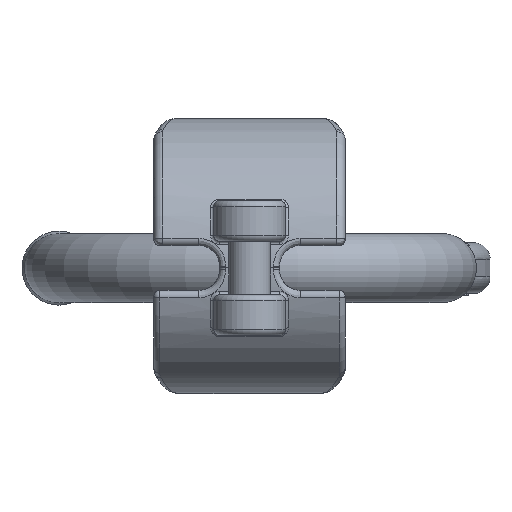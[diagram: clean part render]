
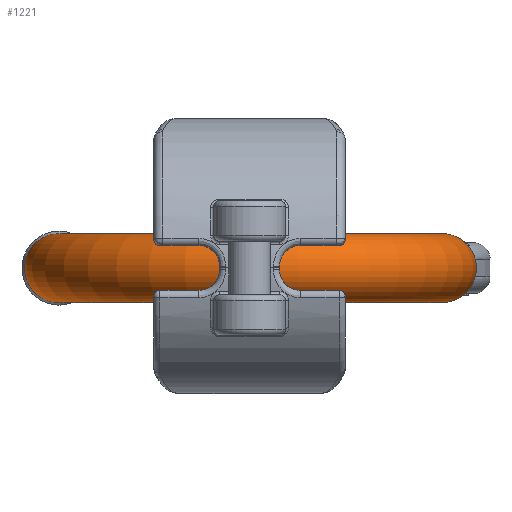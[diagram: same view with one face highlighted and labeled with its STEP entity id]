
A CAD part, front view. The second image highlights one B-rep face of the part: STEP entity #1221.
In plain terms, the highlighted toroidal (fillet/blend) face has major radius 64 mm and minor radius 11.5 mm.
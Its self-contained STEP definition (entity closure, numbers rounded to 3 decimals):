
#979=TOROIDAL_SURFACE('',#10439,64.,11.5);
#1221=ADVANCED_FACE('',(#2319,#2320),#979,.T.);
#2040=CIRCLE('',#10420,11.5);
#2042=CIRCLE('',#10432,11.5);
#2319=FACE_BOUND('',#2397,.T.);
#2320=FACE_BOUND('',#2398,.T.);
#2397=EDGE_LOOP('',(#3766));
#2398=EDGE_LOOP('',(#3767));
#3766=ORIENTED_EDGE('',*,*,#7600,.T.);
#3767=ORIENTED_EDGE('',*,*,#7630,.F.);
#6674=VERTEX_POINT('',#13896);
#6696=VERTEX_POINT('',#14114);
#7600=EDGE_CURVE('',#6674,#6674,#2040,.T.);
#7630=EDGE_CURVE('',#6696,#6696,#2042,.T.);
#10420=AXIS2_PLACEMENT_3D('',#13895,#11242,#11243);
#10432=AXIS2_PLACEMENT_3D('',#14113,#11266,#11267);
#10439=AXIS2_PLACEMENT_3D('',#14124,#11280,#11281);
#11242=DIRECTION('',(0.,-1.,0.));
#11243=DIRECTION('',(-1.,0.,0.));
#11266=DIRECTION('',(0.,1.,0.));
#11267=DIRECTION('',(1.,0.,0.));
#11280=DIRECTION('',(0.,0.,-1.));
#11281=DIRECTION('',(-1.,0.,0.));
#13895=CARTESIAN_POINT('',(64.262,-27.5,0.));
#13896=CARTESIAN_POINT('',(52.762,-27.5,0.));
#14113=CARTESIAN_POINT('',(-63.737,-27.5,0.));
#14114=CARTESIAN_POINT('',(-52.237,-27.5,0.));
#14124=CARTESIAN_POINT('',(0.263,-27.5,0.));
